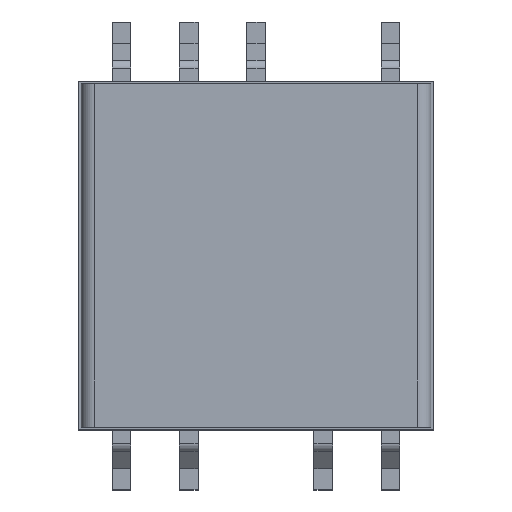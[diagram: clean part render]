
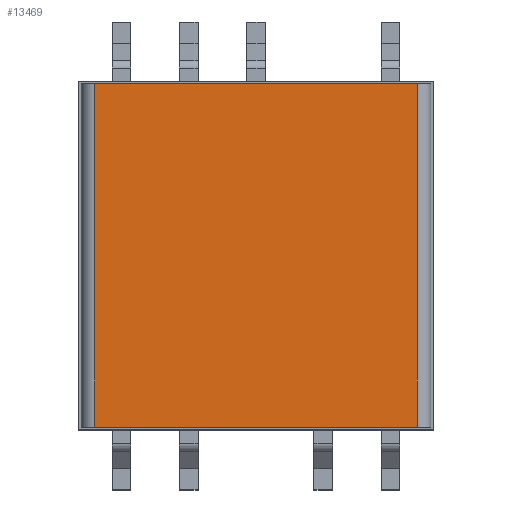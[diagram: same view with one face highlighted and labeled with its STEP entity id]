
A CAD part, top view. The second image highlights one B-rep face of the part: STEP entity #13469.
In plain terms, the highlighted face is planar.
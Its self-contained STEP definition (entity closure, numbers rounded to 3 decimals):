
#1199=LINE('',#21111,#1924);
#1215=LINE('',#21146,#1940);
#1216=LINE('',#21149,#1941);
#1217=LINE('',#21150,#1942);
#1924=VECTOR('',#17492,1000.);
#1940=VECTOR('',#17524,1000.);
#1941=VECTOR('',#17525,1000.);
#1942=VECTOR('',#17526,1000.);
#4655=ORIENTED_EDGE('',*,*,#6039,.T.);
#4656=ORIENTED_EDGE('',*,*,#6040,.T.);
#4657=ORIENTED_EDGE('',*,*,#6022,.T.);
#4658=ORIENTED_EDGE('',*,*,#6041,.T.);
#6022=EDGE_CURVE('',#6827,#6826,#1199,.T.);
#6039=EDGE_CURVE('',#6838,#6839,#1215,.T.);
#6040=EDGE_CURVE('',#6839,#6827,#1216,.T.);
#6041=EDGE_CURVE('',#6826,#6838,#1217,.T.);
#6826=VERTEX_POINT('',#21110);
#6827=VERTEX_POINT('',#21112);
#6838=VERTEX_POINT('',#21147);
#6839=VERTEX_POINT('',#21148);
#7991=EDGE_LOOP('',(#4655,#4656,#4657,#4658));
#8588=FACE_BOUND('',#7991,.T.);
#8786=PLANE('',#14587);
#13469=ADVANCED_FACE('',(#8588),#8786,.T.);
#14587=AXIS2_PLACEMENT_3D('',#21145,#17522,#17523);
#17492=DIRECTION('',(0.,0.,1.));
#17522=DIRECTION('',(0.,1.,0.));
#17523=DIRECTION('',(0.,0.,-1.));
#17524=DIRECTION('',(0.,0.,-1.));
#17525=DIRECTION('',(-1.,0.,0.));
#17526=DIRECTION('',(1.,0.,0.));
#21110=CARTESIAN_POINT('',(-6.38,13.81,5.995));
#21111=CARTESIAN_POINT('',(-6.38,13.81,-6.505));
#21112=CARTESIAN_POINT('',(-6.38,13.81,-6.005));
#21145=CARTESIAN_POINT('',(6.38,13.81,6.495));
#21146=CARTESIAN_POINT('',(6.38,13.81,6.495));
#21147=CARTESIAN_POINT('',(6.38,13.81,5.995));
#21148=CARTESIAN_POINT('',(6.38,13.81,-6.005));
#21149=CARTESIAN_POINT('',(6.38,13.81,-6.005));
#21150=CARTESIAN_POINT('',(6.38,13.81,5.995));
